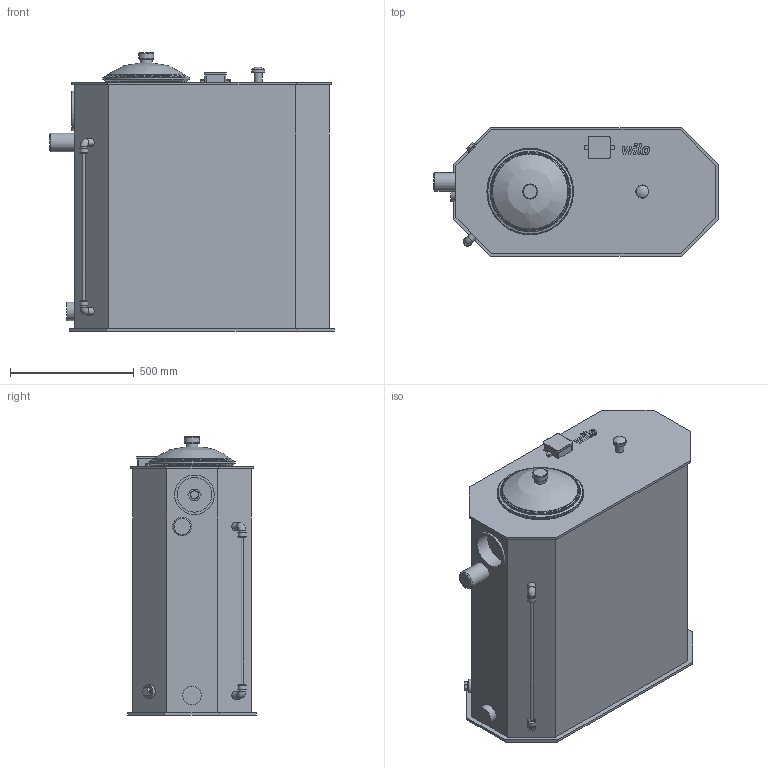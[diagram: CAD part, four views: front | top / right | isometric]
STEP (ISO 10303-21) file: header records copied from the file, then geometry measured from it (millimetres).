
FILE_DESCRIPTION(/* description */ (''),/* implementation_level */ '2;1');
FILE_NAME(/* name */ '3d_VBH150LEckig-2523778.stp',/* time_stamp */ '2017-09-20T13:35:15+02:00',/* author */ ('Andrzej'),/* organization */ (''),/* preprocessor_version */ 'ST-DEVELOPER v16.13',/* originating_system */ 'AutoCAD Mechanical',/* authorisation */ '');
FILE_SCHEMA (('AUTOMOTIVE_DESIGN { 1 0 10303 214 3 1 1 }'));
Length unit declared in the file: millimetre
Products named in the file (1): Product
Bounding box: 1150 x 520 x 1124.08 mm (x, y, z)
Volume: 463580371.3 mm3; surface area: 4244283.7 mm2
Topology: 9 solids, 11 shells, 240 faces, 548 edges, 350 vertices
Faces by surface type: plane 116, cylinder 50, bspline 27, torus 26, cone 20, sphere 1
Full cylindrical faces by diameter (mm): 12 x1, 25 x2, 30 x2, 32.5 x1, 33.7 x1, 34 x2, 39 x1, 48 x1, 53 x1, 54.6 x1, 61 x1, 75 x2, 140 x1, 160 x1, 304 x1, 320.922 x1, 326 x1, 343 x1, 347.657 x1, 350 x1
Entity records: 6564 total; most frequent: CARTESIAN_POINT 1453, DIRECTION 1015, ORIENTED_EDGE 960, EDGE_CURVE 480, AXIS2_PLACEMENT_3D 370, VERTEX_POINT 340, EDGE_LOOP 322, LINE 275
